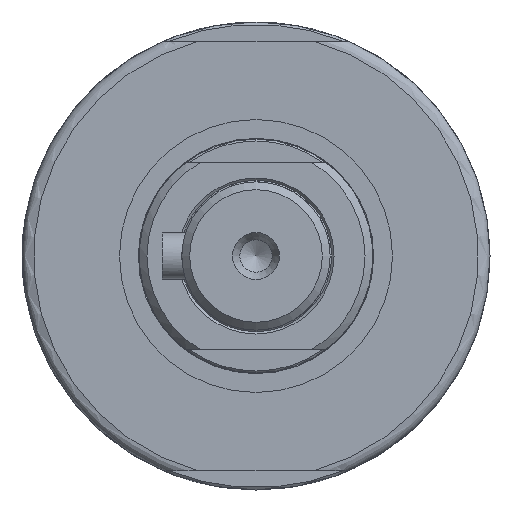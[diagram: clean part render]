
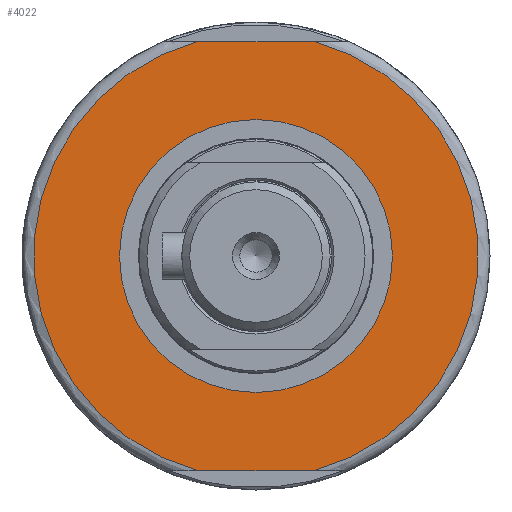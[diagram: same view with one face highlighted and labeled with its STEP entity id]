
A CAD part, left-side view. The second image highlights one B-rep face of the part: STEP entity #4022.
In plain terms, the highlighted planar face has unit normal (-1, 0, 0).
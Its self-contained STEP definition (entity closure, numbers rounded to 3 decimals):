
#357=FACE_BOUND('',#1398,.T.);
#628=LINE('',#6962,#908);
#629=LINE('',#6963,#909);
#908=VECTOR('',#5509,10.);
#909=VECTOR('',#5510,10.);
#1160=FACE_OUTER_BOUND('',#1397,.T.);
#1397=EDGE_LOOP('',(#3580,#3581,#3582,#3583));
#1398=EDGE_LOOP('',(#3584,#3585));
#1602=CIRCLE('',#4423,17.5);
#1603=CIRCLE('',#4424,17.5);
#1613=CIRCLE('',#4437,28.5);
#1616=CIRCLE('',#4441,28.5);
#1973=VERTEX_POINT('',#6864);
#1974=VERTEX_POINT('',#6866);
#1985=VERTEX_POINT('',#6893);
#1986=VERTEX_POINT('',#6908);
#1988=VERTEX_POINT('',#6927);
#1991=VERTEX_POINT('',#6945);
#2512=EDGE_CURVE('',#1974,#1973,#1602,.T.);
#2513=EDGE_CURVE('',#1973,#1974,#1603,.T.);
#2526=EDGE_CURVE('',#1985,#1986,#1613,.T.);
#2532=EDGE_CURVE('',#1991,#1988,#1616,.T.);
#2533=EDGE_CURVE('',#1985,#1988,#628,.T.);
#2534=EDGE_CURVE('',#1991,#1986,#629,.T.);
#3580=ORIENTED_EDGE('',*,*,#2533,.T.);
#3581=ORIENTED_EDGE('',*,*,#2532,.F.);
#3582=ORIENTED_EDGE('',*,*,#2534,.T.);
#3583=ORIENTED_EDGE('',*,*,#2526,.F.);
#3584=ORIENTED_EDGE('',*,*,#2512,.T.);
#3585=ORIENTED_EDGE('',*,*,#2513,.T.);
#3822=PLANE('',#4442);
#4022=ADVANCED_FACE('',(#1160,#357),#3822,.T.);
#4423=AXIS2_PLACEMENT_3D('',#6867,#5467,#5468);
#4424=AXIS2_PLACEMENT_3D('',#6868,#5469,#5470);
#4437=AXIS2_PLACEMENT_3D('',#6909,#5497,#5498);
#4441=AXIS2_PLACEMENT_3D('',#6960,#5505,#5506);
#4442=AXIS2_PLACEMENT_3D('',#6961,#5507,#5508);
#5467=DIRECTION('center_axis',(1.,0.,0.));
#5468=DIRECTION('ref_axis',(0.,-1.,0.));
#5469=DIRECTION('center_axis',(1.,0.,0.));
#5470=DIRECTION('ref_axis',(0.,-1.,0.));
#5497=DIRECTION('center_axis',(1.,0.,0.));
#5498=DIRECTION('ref_axis',(0.,-1.,0.));
#5505=DIRECTION('center_axis',(1.,0.,0.));
#5506=DIRECTION('ref_axis',(0.,-1.,0.));
#5507=DIRECTION('center_axis',(-1.,0.,0.));
#5508=DIRECTION('ref_axis',(0.,0.,-1.));
#5509=DIRECTION('',(0.,-1.,0.));
#5510=DIRECTION('',(0.,1.,0.));
#6864=CARTESIAN_POINT('',(-183.,17.5,0.));
#6866=CARTESIAN_POINT('',(-183.,-17.5,0.));
#6867=CARTESIAN_POINT('Origin',(-183.,0.,0.));
#6868=CARTESIAN_POINT('Origin',(-183.,0.,0.));
#6893=CARTESIAN_POINT('',(-183.,7.483,-27.5));
#6908=CARTESIAN_POINT('',(-183.,7.483,27.5));
#6909=CARTESIAN_POINT('Origin',(-183.,0.,0.));
#6927=CARTESIAN_POINT('',(-183.,-7.483,-27.5));
#6945=CARTESIAN_POINT('',(-183.,-7.483,27.5));
#6960=CARTESIAN_POINT('Origin',(-183.,0.,0.));
#6961=CARTESIAN_POINT('Origin',(-183.,-23.,0.));
#6962=CARTESIAN_POINT('',(-183.,-24.063,-27.5));
#6963=CARTESIAN_POINT('',(-183.,1.553,27.5));
